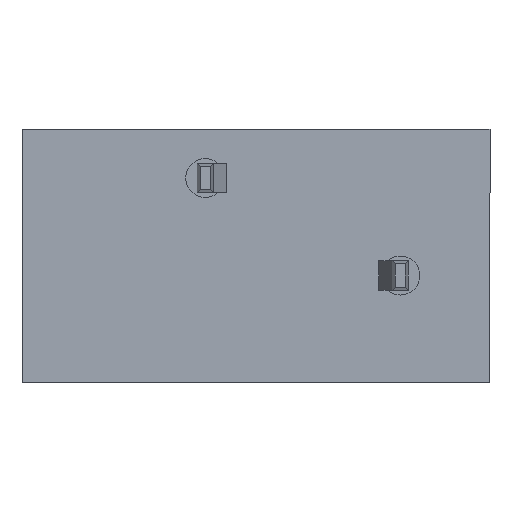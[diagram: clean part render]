
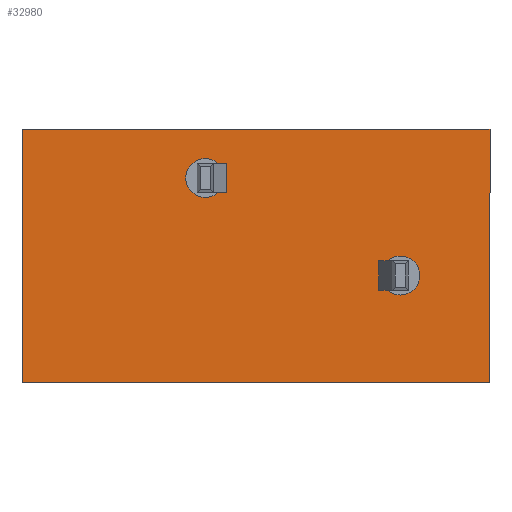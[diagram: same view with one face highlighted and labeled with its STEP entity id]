
A CAD part, front view. The second image highlights one B-rep face of the part: STEP entity #32980.
In plain terms, the highlighted planar face has unit normal (0, -1, 0).
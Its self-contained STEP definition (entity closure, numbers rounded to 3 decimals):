
#600=CARTESIAN_POINT('',(0.,0.,1.));
#610=VERTEX_POINT('',#600);
#640=CARTESIAN_POINT('',(0.,0.,1.));
#650=DIRECTION('',(-1.,0.,0.));
#660=VECTOR('',#650,1.);
#670=LINE('',#640,#660);
#680=CARTESIAN_POINT('',(12.,0.,1.));
#690=VERTEX_POINT('',#680);
#700=EDGE_CURVE('',#690,#610,#670,.T.);
#18040=CARTESIAN_POINT('',(12.,0.,2.07));
#18050=DIRECTION('',(0.,0.,-1.));
#18060=VECTOR('',#18050,1.);
#18070=LINE('',#18040,#18060);
#18080=CARTESIAN_POINT('',(12.,0.,7.5));
#18090=VERTEX_POINT('',#18080);
#18100=EDGE_CURVE('',#18090,#690,#18070,.T.);
#25420=CARTESIAN_POINT('',(0.,0.,7.5));
#25430=VERTEX_POINT('',#25420);
#25460=CARTESIAN_POINT('',(0.,0.,2.07));
#25470=DIRECTION('',(0.,0.,1.));
#25480=VECTOR('',#25470,1.);
#25490=LINE('',#25460,#25480);
#25500=EDGE_CURVE('',#610,#25430,#25490,.T.);
#32520=CARTESIAN_POINT('',(11.7,0.,3.467));
#32530=DIRECTION('',(0.,-1.,0.));
#32540=DIRECTION('',(1.,0.,0.));
#32550=AXIS2_PLACEMENT_3D('',#32520,#32530,#32540);
#32560=PLANE('',#32550);
#32570=CARTESIAN_POINT('',(0.,0.,7.5));
#32580=DIRECTION('',(1.,0.,0.));
#32590=VECTOR('',#32580,1.);
#32600=LINE('',#32570,#32590);
#32610=EDGE_CURVE('',#25430,#18090,#32600,.T.);
#32620=ORIENTED_EDGE('',*,*,#32610,.F.);
#32630=ORIENTED_EDGE('',*,*,#18100,.F.);
#32640=ORIENTED_EDGE('',*,*,#700,.F.);
#32650=ORIENTED_EDGE('',*,*,#25500,.F.);
#32660=EDGE_LOOP('',(#32650,#32640,#32630,#32620));
#32670=FACE_OUTER_BOUND('',#32660,.T.);
#32680=CARTESIAN_POINT('',(7.3,0.,2.25));
#32690=DIRECTION('',(0.,-1.,0.));
#32700=DIRECTION('',(1.,0.,0.));
#32710=AXIS2_PLACEMENT_3D('',#32680,#32690,#32700);
#32720=CIRCLE('',#32710,0.5);
#32730=CARTESIAN_POINT('',(7.8,0.,2.25));
#32740=VERTEX_POINT('',#32730);
#32750=CARTESIAN_POINT('',(6.8,0.,2.25));
#32760=VERTEX_POINT('',#32750);
#32770=EDGE_CURVE('',#32740,#32760,#32720,.T.);
#32780=ORIENTED_EDGE('',*,*,#32770,.F.);
#32790=EDGE_CURVE('',#32760,#32740,#32720,.T.);
#32800=ORIENTED_EDGE('',*,*,#32790,.F.);
#32810=EDGE_LOOP('',(#32800,#32780));
#32820=FACE_BOUND('',#32810,.T.);
#32830=CARTESIAN_POINT('',(2.3,0.,4.75));
#32840=DIRECTION('',(0.,1.,0.));
#32850=DIRECTION('',(-1.,0.,0.));
#32860=AXIS2_PLACEMENT_3D('',#32830,#32840,#32850);
#32870=CIRCLE('',#32860,0.5);
#32880=CARTESIAN_POINT('',(1.8,0.,4.75));
#32890=VERTEX_POINT('',#32880);
#32900=CARTESIAN_POINT('',(2.8,0.,4.75));
#32910=VERTEX_POINT('',#32900);
#32920=EDGE_CURVE('',#32890,#32910,#32870,.T.);
#32930=ORIENTED_EDGE('',*,*,#32920,.T.);
#32940=EDGE_CURVE('',#32910,#32890,#32870,.T.);
#32950=ORIENTED_EDGE('',*,*,#32940,.T.);
#32960=EDGE_LOOP('',(#32950,#32930));
#32970=FACE_BOUND('',#32960,.T.);
#32980=ADVANCED_FACE('',(#32670,#32820,#32970),#32560,.T.);
